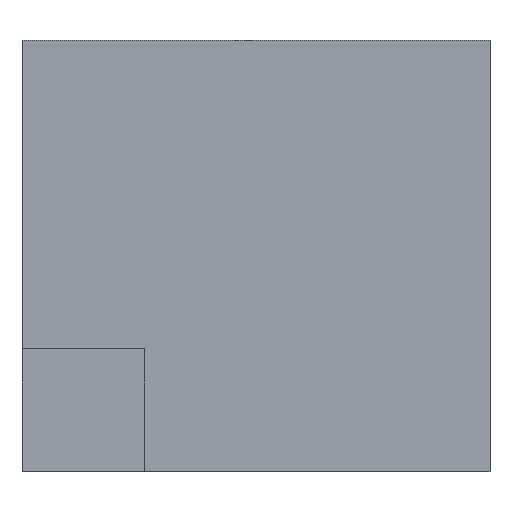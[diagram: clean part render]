
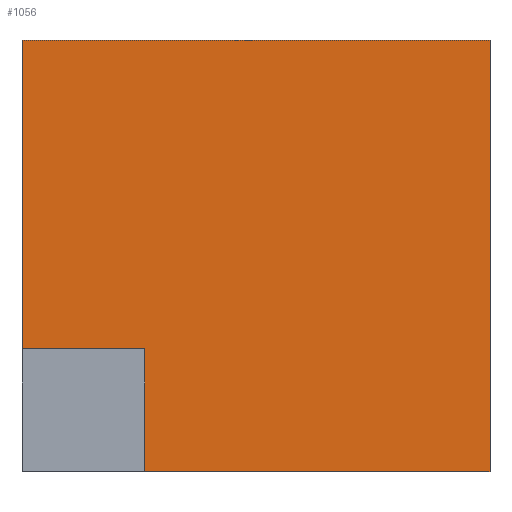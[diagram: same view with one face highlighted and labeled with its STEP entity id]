
A CAD part, top view. The second image highlights one B-rep face of the part: STEP entity #1056.
In plain terms, the highlighted planar face has unit normal (0, 0, 1).
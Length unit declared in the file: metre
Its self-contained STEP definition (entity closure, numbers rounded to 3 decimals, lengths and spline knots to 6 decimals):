
#15 = DIRECTION ( 'NONE',  ( -1., 0., 0. ) ) ;
#69 = VECTOR ( 'NONE', #287, 1. ) ;
#71 = EDGE_CURVE ( 'NONE', #95, #481, #142, .T. ) ;
#73 = EDGE_CURVE ( 'NONE', #606, #482, #1213, .T. ) ;
#95 = VERTEX_POINT ( 'NONE', #363 ) ;
#142 = LINE ( 'NONE', #672, #1136 ) ;
#143 = EDGE_CURVE ( 'NONE', #606, #404, #940, .T. ) ;
#176 = DIRECTION ( 'NONE',  ( 0., 1., 0. ) ) ;
#192 = CARTESIAN_POINT ( 'NONE',  ( -0.000452, -0.000878, 0.0006 ) ) ;
#239 = CARTESIAN_POINT ( 'NONE',  ( -0.000452, -0.000378, 0.0006 ) ) ;
#281 = ORIENTED_EDGE ( 'NONE', *, *, #745, .T. ) ;
#287 = DIRECTION ( 'NONE',  ( 0., 1., 0. ) ) ;
#315 = VECTOR ( 'NONE', #176, 1. ) ;
#363 = CARTESIAN_POINT ( 'NONE',  ( -0.000952, 0.000878, 0.0006 ) ) ;
#368 = DIRECTION ( 'NONE',  ( 1., 0., 0. ) ) ;
#404 = VERTEX_POINT ( 'NONE', #1131 ) ;
#481 = VERTEX_POINT ( 'NONE', #1029 ) ;
#482 = VERTEX_POINT ( 'NONE', #239 ) ;
#501 = AXIS2_PLACEMENT_3D ( 'NONE', #923, #1001, #705 ) ;
#564 = VECTOR ( 'NONE', #15, 1. ) ;
#567 = LINE ( 'NONE', #776, #315 ) ;
#602 = CARTESIAN_POINT ( 'NONE',  ( 0.000953, 0.000878, 0.0006 ) ) ;
#606 = VERTEX_POINT ( 'NONE', #960 ) ;
#613 = CARTESIAN_POINT ( 'NONE',  ( -0.000952, 0.000878, 0.0006 ) ) ;
#630 = ORIENTED_EDGE ( 'NONE', *, *, #143, .T. ) ;
#635 = ORIENTED_EDGE ( 'NONE', *, *, #854, .F. ) ;
#659 = DIRECTION ( 'NONE',  ( 0., -1., 0. ) ) ;
#672 = CARTESIAN_POINT ( 'NONE',  ( -0.000952, -0.000878, 0.0006 ) ) ;
#705 = DIRECTION ( 'NONE',  ( -1., 0., 0. ) ) ;
#722 = PLANE ( 'NONE',  #501 ) ;
#745 = EDGE_CURVE ( 'NONE', #404, #1110, #567, .T. ) ;
#775 = VECTOR ( 'NONE', #368, 1. ) ;
#776 = CARTESIAN_POINT ( 'NONE',  ( 0.000953, -0.000878, 0.0006 ) ) ;
#830 = EDGE_CURVE ( 'NONE', #1110, #95, #1074, .T. ) ;
#835 = ORIENTED_EDGE ( 'NONE', *, *, #71, .T. ) ;
#854 = EDGE_CURVE ( 'NONE', #482, #481, #1169, .T. ) ;
#911 = DIRECTION ( 'NONE',  ( -1., 0., 0. ) ) ;
#923 = CARTESIAN_POINT ( 'NONE',  ( 0., 0., 0.0006 ) ) ;
#940 = LINE ( 'NONE', #1178, #775 ) ;
#960 = CARTESIAN_POINT ( 'NONE',  ( -0.000452, -0.000878, 0.0006 ) ) ;
#999 = ORIENTED_EDGE ( 'NONE', *, *, #73, .F. ) ;
#1001 = DIRECTION ( 'NONE',  ( 0., 0., -1. ) ) ;
#1029 = CARTESIAN_POINT ( 'NONE',  ( -0.000952, -0.000378, 0.0006 ) ) ;
#1030 = EDGE_LOOP ( 'NONE', ( #635, #999, #630, #281, #1061, #835 ) ) ;
#1056 = ADVANCED_FACE ( 'NONE', ( #1142 ), #722, .F. ) ;
#1061 = ORIENTED_EDGE ( 'NONE', *, *, #830, .T. ) ;
#1074 = LINE ( 'NONE', #613, #564 ) ;
#1110 = VERTEX_POINT ( 'NONE', #602 ) ;
#1129 = VECTOR ( 'NONE', #911, 1. ) ;
#1131 = CARTESIAN_POINT ( 'NONE',  ( 0.000953, -0.000878, 0.0006 ) ) ;
#1136 = VECTOR ( 'NONE', #659, 1. ) ;
#1142 = FACE_OUTER_BOUND ( 'NONE', #1030, .T. ) ;
#1169 = LINE ( 'NONE', #1204, #1129 ) ;
#1178 = CARTESIAN_POINT ( 'NONE',  ( -0.000952, -0.000878, 0.0006 ) ) ;
#1204 = CARTESIAN_POINT ( 'NONE',  ( -0.000952, -0.000378, 0.0006 ) ) ;
#1213 = LINE ( 'NONE', #192, #69 ) ;
